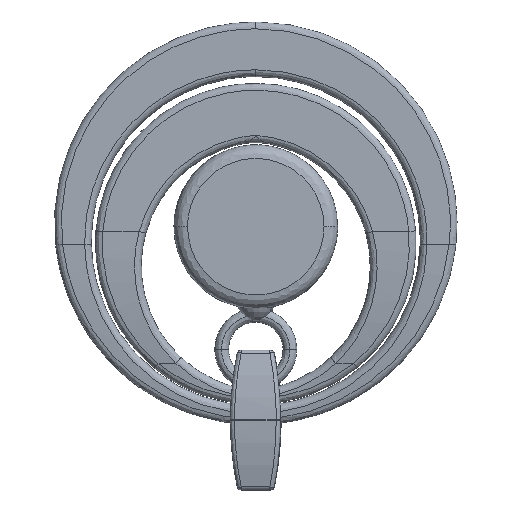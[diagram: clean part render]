
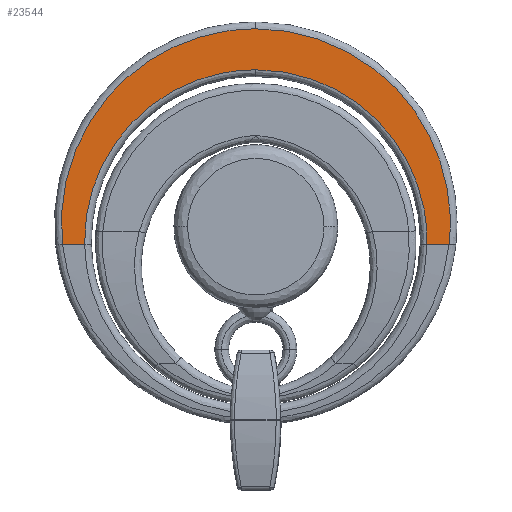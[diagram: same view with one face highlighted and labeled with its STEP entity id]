
A CAD part, front view. The second image highlights one B-rep face of the part: STEP entity #23544.
In plain terms, the highlighted free-form (B-spline) face has degree [1, 1] with [2, 2] control points.
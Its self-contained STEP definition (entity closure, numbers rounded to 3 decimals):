
#23415 = VERTEX_POINT('',#23416);
#23416 = CARTESIAN_POINT('',(0.,-57.522,
    32.792));
#23422 = EDGE_CURVE('',#23423,#23415,#23425,.T.);
#23423 = VERTEX_POINT('',#23424);
#23424 = CARTESIAN_POINT('',(-16.687,-57.522,
    15.781));
#23425 = ( BOUNDED_CURVE() B_SPLINE_CURVE(2,(#23426,#23427,#23428),
.UNSPECIFIED.,.F.,.F.) B_SPLINE_CURVE_WITH_KNOTS((3,3),(4.693,
6.283),.PIECEWISE_BEZIER_KNOTS.) CURVE() 
GEOMETRIC_REPRESENTATION_ITEM() RATIONAL_B_SPLINE_CURVE((1.,
0.7,1.)) REPRESENTATION_ITEM('') );
#23426 = CARTESIAN_POINT('',(-16.687,-57.522,
    15.781));
#23427 = CARTESIAN_POINT('',(-17.014,-57.522,
    32.792));
#23428 = CARTESIAN_POINT('',(0.,-57.522,
    32.792));
#23509 = EDGE_CURVE('',#23415,#23510,#23512,.T.);
#23510 = VERTEX_POINT('',#23511);
#23511 = CARTESIAN_POINT('',(16.687,-57.522,
    15.781));
#23512 = ( BOUNDED_CURVE() B_SPLINE_CURVE(2,(#23513,#23514,#23515),
.UNSPECIFIED.,.F.,.F.) B_SPLINE_CURVE_WITH_KNOTS((3,3),(0.,
1.59),.PIECEWISE_BEZIER_KNOTS.) CURVE() 
GEOMETRIC_REPRESENTATION_ITEM() RATIONAL_B_SPLINE_CURVE((1.,
0.7,1.)) REPRESENTATION_ITEM('') );
#23513 = CARTESIAN_POINT('',(0.,-57.522,
    32.792));
#23514 = CARTESIAN_POINT('',(17.014,-57.522,
    32.792));
#23515 = CARTESIAN_POINT('',(16.687,-57.522,
    15.781));
#23544 = ADVANCED_FACE('',(#23545),#23577,.F.);
#23545 = FACE_BOUND('',#23546,.T.);
#23546 = EDGE_LOOP('',(#23547,#23548,#23549,#23556,#23564,#23572));
#23547 = ORIENTED_EDGE('',*,*,#23422,.T.);
#23548 = ORIENTED_EDGE('',*,*,#23509,.T.);
#23549 = ORIENTED_EDGE('',*,*,#23550,.F.);
#23550 = EDGE_CURVE('',#23551,#23510,#23553,.T.);
#23551 = VERTEX_POINT('',#23552);
#23552 = CARTESIAN_POINT('',(18.841,-57.522,
    15.781));
#23553 = B_SPLINE_CURVE_WITH_KNOTS('',1,(#23554,#23555),.UNSPECIFIED.,
  .F.,.F.,(2,2),(-0.81,0.809),.PIECEWISE_BEZIER_KNOTS.);
#23554 = CARTESIAN_POINT('',(18.841,-57.522,
    15.781));
#23555 = CARTESIAN_POINT('',(16.687,-57.522,
    15.781));
#23556 = ORIENTED_EDGE('',*,*,#23557,.F.);
#23557 = EDGE_CURVE('',#23558,#23551,#23560,.T.);
#23558 = VERTEX_POINT('',#23559);
#23559 = CARTESIAN_POINT('',(0.,-57.522,
    36.782));
#23560 = ( BOUNDED_CURVE() B_SPLINE_CURVE(2,(#23561,#23562,#23563),
.UNSPECIFIED.,.F.,.F.) B_SPLINE_CURVE_WITH_KNOTS((3,3),(0.,
1.679),.PIECEWISE_BEZIER_KNOTS.) CURVE() 
GEOMETRIC_REPRESENTATION_ITEM() RATIONAL_B_SPLINE_CURVE((1.,
0.668,1.)) REPRESENTATION_ITEM('') );
#23561 = CARTESIAN_POINT('',(0.,-57.522,
    36.782));
#23562 = CARTESIAN_POINT('',(21.124,-57.522,
    36.782));
#23563 = CARTESIAN_POINT('',(18.84,-57.522,
    15.781));
#23564 = ORIENTED_EDGE('',*,*,#23565,.F.);
#23565 = EDGE_CURVE('',#23566,#23558,#23568,.T.);
#23566 = VERTEX_POINT('',#23567);
#23567 = CARTESIAN_POINT('',(-18.841,-57.522,
    15.781));
#23568 = ( BOUNDED_CURVE() B_SPLINE_CURVE(2,(#23569,#23570,#23571),
.UNSPECIFIED.,.F.,.F.) B_SPLINE_CURVE_WITH_KNOTS((3,3),(4.604,
6.283),.PIECEWISE_BEZIER_KNOTS.) CURVE() 
GEOMETRIC_REPRESENTATION_ITEM() RATIONAL_B_SPLINE_CURVE((1.,
0.668,1.)) REPRESENTATION_ITEM('') );
#23569 = CARTESIAN_POINT('',(-18.84,-57.522,
    15.781));
#23570 = CARTESIAN_POINT('',(-21.124,-57.522,
    36.782));
#23571 = CARTESIAN_POINT('',(0.,-57.522,
    36.782));
#23572 = ORIENTED_EDGE('',*,*,#23573,.F.);
#23573 = EDGE_CURVE('',#23423,#23566,#23574,.T.);
#23574 = B_SPLINE_CURVE_WITH_KNOTS('',1,(#23575,#23576),.UNSPECIFIED.,
  .F.,.F.,(2,2),(-0.809,0.81),.PIECEWISE_BEZIER_KNOTS.);
#23575 = CARTESIAN_POINT('',(-16.687,-57.522,
    15.781));
#23576 = CARTESIAN_POINT('',(-18.841,-57.522,
    15.781));
#23577 = B_SPLINE_SURFACE_WITH_KNOTS('',1,1,(
    (#23578,#23579)
    ,(#23580,#23581
    )),.UNSPECIFIED.,.F.,.F.,.F.,(2,2),(2,2),(-14.25,14.25),(
    -1.291,14.5),.PIECEWISE_BEZIER_KNOTS.);
#23578 = CARTESIAN_POINT('',(18.951,-57.522,
    15.781));
#23579 = CARTESIAN_POINT('',(18.951,-57.522,
    36.782));
#23580 = CARTESIAN_POINT('',(-18.951,-57.522,
    15.781));
#23581 = CARTESIAN_POINT('',(-18.951,-57.522,
    36.782));
